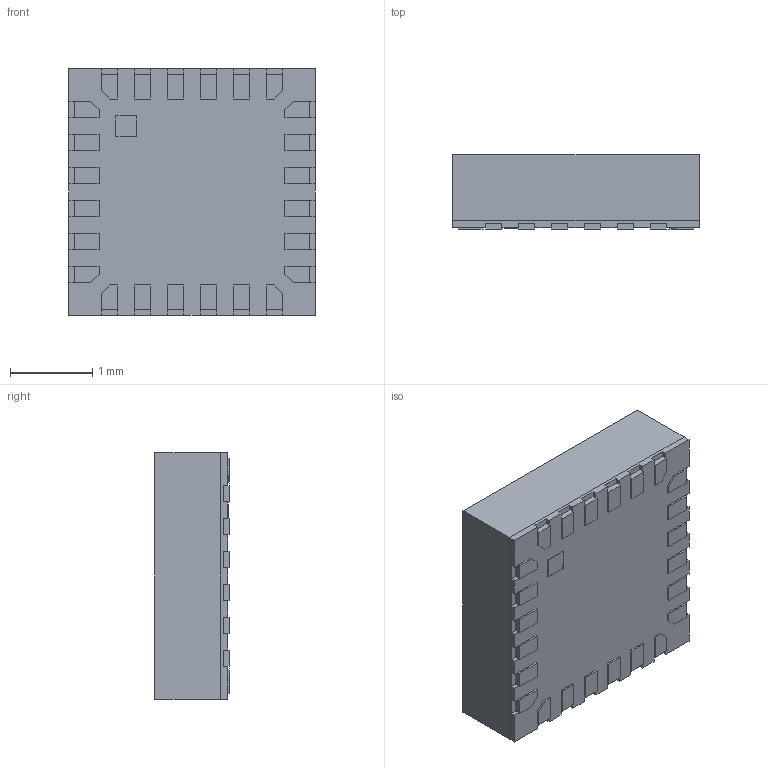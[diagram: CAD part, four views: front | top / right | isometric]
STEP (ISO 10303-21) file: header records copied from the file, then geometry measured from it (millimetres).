
FILE_DESCRIPTION (( 'STEP AP214' ), '1' );
FILE_NAME ('ICM-40609-D.STEP', '2024-08-02T09:19:02', ( '' ), ( '' ), 'SwSTEP 2.0', 'SolidWorks 2023', '' );
FILE_SCHEMA (( 'AUTOMOTIVE_DESIGN' ));
Length unit declared in the file: millimetre
Products named in the file (1): ICM-40609-D
Bounding box: 3 x 0.91 x 3 mm (x, y, z)
Volume: 8 mm3; surface area: 47.3 mm2
Topology: 2 solids, 2 shells, 220 faces, 594 edges, 380 vertices
Faces by surface type: plane 218, cylinder 2
Entity records: 9150 total; most frequent: CARTESIAN_POINT 1195, ORIENTED_EDGE 1188, DIRECTION 1040, EDGE_CURVE 594, VECTOR 590, LINE 590, VERTEX_POINT 380, AXIS2_PLACEMENT_3D 225
